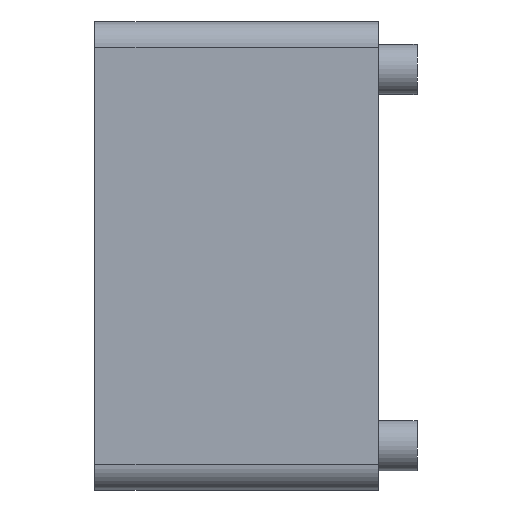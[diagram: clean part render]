
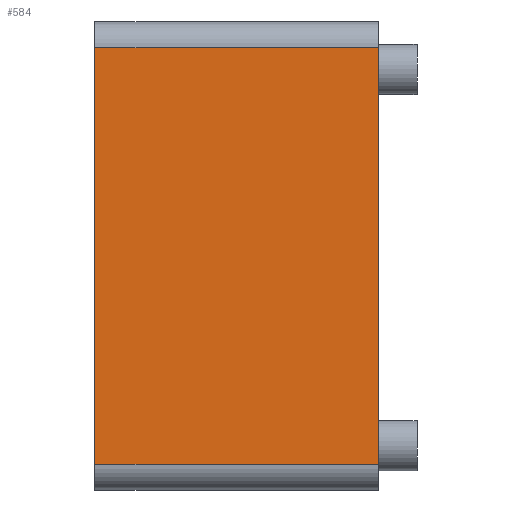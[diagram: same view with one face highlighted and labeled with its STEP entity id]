
A CAD part, left-side view. The second image highlights one B-rep face of the part: STEP entity #584.
In plain terms, the highlighted planar face has unit normal (-1, 0, 0).
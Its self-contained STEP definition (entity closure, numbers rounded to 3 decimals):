
#31 = AXIS2_PLACEMENT_3D ( 'NONE', #677, #818, #305 ) ;
#80 = VECTOR ( 'NONE', #816, 1000. ) ;
#158 = CARTESIAN_POINT ( 'NONE',  ( 0., 0., -34.32 ) ) ;
#209 = EDGE_LOOP ( 'NONE', ( #389, #1335, #1403, #1147 ) ) ;
#226 = VERTEX_POINT ( 'NONE', #1589 ) ;
#305 = DIRECTION ( 'NONE',  ( 0., 0., -1. ) ) ;
#316 = FACE_OUTER_BOUND ( 'NONE', #209, .T. ) ;
#321 = EDGE_CURVE ( 'NONE', #463, #226, #871, .T. ) ;
#389 = ORIENTED_EDGE ( 'NONE', *, *, #1111, .F. ) ;
#390 = CARTESIAN_POINT ( 'NONE',  ( 0., 22., -34.32 ) ) ;
#463 = VERTEX_POINT ( 'NONE', #1054 ) ;
#532 = LINE ( 'NONE', #550, #80 ) ;
#550 = CARTESIAN_POINT ( 'NONE',  ( 0., 0., -36.32 ) ) ;
#584 = ADVANCED_FACE ( 'NONE', ( #316 ), #1489, .F. ) ;
#677 = CARTESIAN_POINT ( 'NONE',  ( 0., 22., -36.32 ) ) ;
#811 = EDGE_CURVE ( 'NONE', #1410, #463, #532, .T. ) ;
#816 = DIRECTION ( 'NONE',  ( 0., 0., 1. ) ) ;
#818 = DIRECTION ( 'NONE',  ( 1., 0., 0. ) ) ;
#871 = LINE ( 'NONE', #1152, #1656 ) ;
#983 = LINE ( 'NONE', #1532, #1081 ) ;
#1054 = CARTESIAN_POINT ( 'NONE',  ( 0., 0., -2. ) ) ;
#1081 = VECTOR ( 'NONE', #1397, 1000. ) ;
#1111 = EDGE_CURVE ( 'NONE', #1363, #226, #983, .T. ) ;
#1147 = ORIENTED_EDGE ( 'NONE', *, *, #321, .T. ) ;
#1152 = CARTESIAN_POINT ( 'NONE',  ( 0., 22., -2. ) ) ;
#1279 = CARTESIAN_POINT ( 'NONE',  ( 0., 22., -34.32 ) ) ;
#1301 = LINE ( 'NONE', #390, #1652 ) ;
#1335 = ORIENTED_EDGE ( 'NONE', *, *, #1552, .T. ) ;
#1363 = VERTEX_POINT ( 'NONE', #1279 ) ;
#1397 = DIRECTION ( 'NONE',  ( 0., 0., 1. ) ) ;
#1403 = ORIENTED_EDGE ( 'NONE', *, *, #811, .T. ) ;
#1410 = VERTEX_POINT ( 'NONE', #158 ) ;
#1446 = DIRECTION ( 'NONE',  ( 0., -1., 0. ) ) ;
#1489 = PLANE ( 'NONE',  #31 ) ;
#1532 = CARTESIAN_POINT ( 'NONE',  ( 0., 22., -36.32 ) ) ;
#1533 = DIRECTION ( 'NONE',  ( 0., 1., 0. ) ) ;
#1552 = EDGE_CURVE ( 'NONE', #1363, #1410, #1301, .T. ) ;
#1589 = CARTESIAN_POINT ( 'NONE',  ( 0., 22., -2. ) ) ;
#1652 = VECTOR ( 'NONE', #1446, 1000. ) ;
#1656 = VECTOR ( 'NONE', #1533, 1000. ) ;
